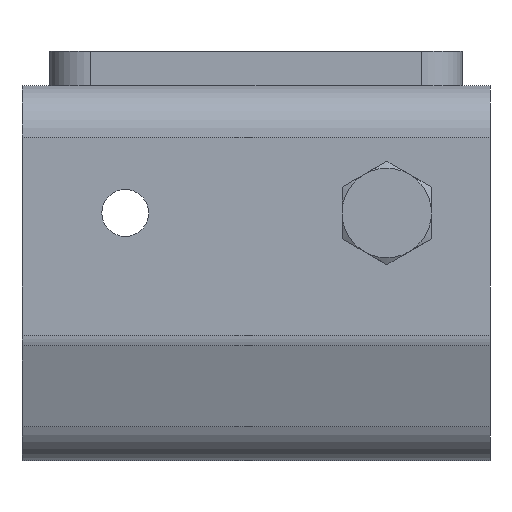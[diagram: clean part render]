
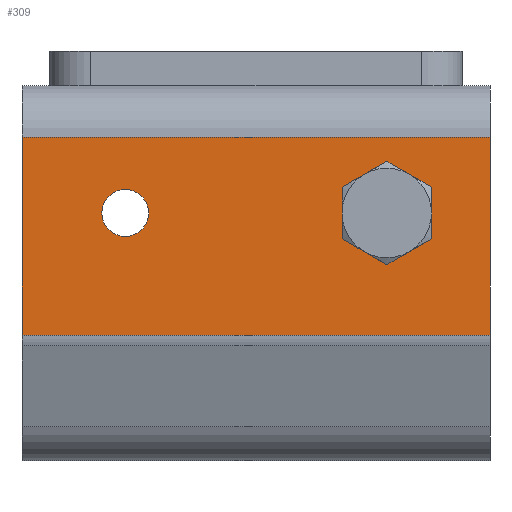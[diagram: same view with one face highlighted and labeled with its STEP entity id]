
A CAD part, front view. The second image highlights one B-rep face of the part: STEP entity #309.
In plain terms, the highlighted face is planar.
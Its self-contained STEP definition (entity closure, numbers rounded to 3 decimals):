
#309=ADVANCED_FACE('',(#613,#614,#615),#616,.T.);
#613=FACE_OUTER_BOUND('',#931,.T.);
#614=FACE_BOUND('',#932,.T.);
#615=FACE_BOUND('',#933,.T.);
#616=PLANE('',#934);
#931=EDGE_LOOP('',(#1543,#1544,#1545,#1546));
#932=EDGE_LOOP('',(#1547));
#933=EDGE_LOOP('',(#1548));
#934=AXIS2_PLACEMENT_3D('',#1549,#1550,#1551);
#1543=ORIENTED_EDGE('',*,*,#2010,.F.);
#1544=ORIENTED_EDGE('',*,*,#2011,.F.);
#1545=ORIENTED_EDGE('',*,*,#1871,.T.);
#1546=ORIENTED_EDGE('',*,*,#1828,.T.);
#1547=ORIENTED_EDGE('',*,*,#1980,.F.);
#1548=ORIENTED_EDGE('',*,*,#1779,.T.);
#1549=CARTESIAN_POINT('',(-443.967,554.273,233.743));
#1550=DIRECTION('',(0.,0.,1.));
#1551=DIRECTION('',(1.,0.,0.));
#1779=EDGE_CURVE('',#2074,#2074,#2075,.T.);
#1828=EDGE_CURVE('',#2158,#2155,#2159,.T.);
#1871=EDGE_CURVE('',#2230,#2158,#2231,.T.);
#1980=EDGE_CURVE('',#2390,#2390,#2391,.T.);
#2010=EDGE_CURVE('',#2431,#2155,#2432,.T.);
#2011=EDGE_CURVE('',#2230,#2431,#2433,.T.);
#2074=VERTEX_POINT('',#2508);
#2075=CIRCLE('',#2509,3.4);
#2155=VERTEX_POINT('',#2641);
#2158=VERTEX_POINT('',#2644);
#2159=LINE('',#2645,#2646);
#2230=VERTEX_POINT('',#2739);
#2231=LINE('',#2740,#2741);
#2390=VERTEX_POINT('',#2975);
#2391=CIRCLE('',#2976,3.45);
#2431=VERTEX_POINT('',#3029);
#2432=LINE('',#3030,#3031);
#2433=LINE('',#3032,#3033);
#2508=CARTESIAN_POINT('',(-432.367,543.273,233.743));
#2509=AXIS2_PLACEMENT_3D('',#3106,#3107,#3108);
#2641=CARTESIAN_POINT('',(-375.967,525.51,233.743));
#2644=CARTESIAN_POINT('',(-443.967,525.51,233.743));
#2645=CARTESIAN_POINT('',(-443.967,525.51,233.743));
#2646=VECTOR('',#3163,1.);
#2739=CARTESIAN_POINT('',(-443.967,554.273,233.743));
#2740=CARTESIAN_POINT('',(-443.967,554.273,233.743));
#2741=VECTOR('',#3225,1.);
#2975=CARTESIAN_POINT('',(-387.517,543.273,233.743));
#2976=AXIS2_PLACEMENT_3D('',#3366,#3367,#3368);
#3029=CARTESIAN_POINT('',(-375.967,554.273,233.743));
#3030=CARTESIAN_POINT('',(-375.967,554.273,233.743));
#3031=VECTOR('',#3404,1.);
#3032=CARTESIAN_POINT('',(-443.967,554.273,233.743));
#3033=VECTOR('',#3405,1.);
#3106=CARTESIAN_POINT('',(-428.967,543.273,233.743));
#3107=DIRECTION('',(0.,0.,-1.));
#3108=DIRECTION('',(-1.,0.,0.));
#3163=DIRECTION('',(1.,0.,0.));
#3225=DIRECTION('',(0.,-1.,0.));
#3366=CARTESIAN_POINT('',(-390.967,543.273,233.743));
#3367=DIRECTION('',(0.,0.,1.));
#3368=DIRECTION('',(1.,0.,0.));
#3404=DIRECTION('',(0.,-1.,0.));
#3405=DIRECTION('',(1.,0.,0.));
